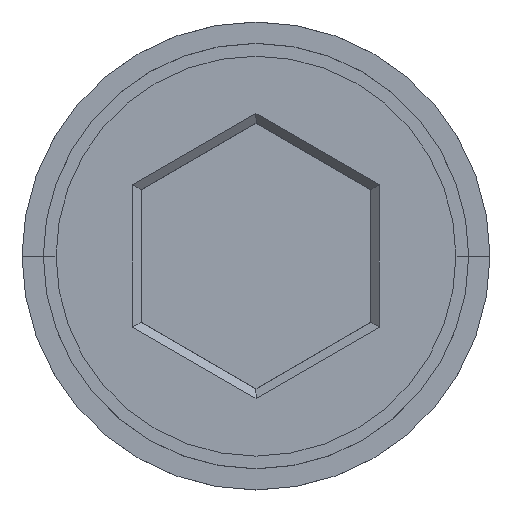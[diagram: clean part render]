
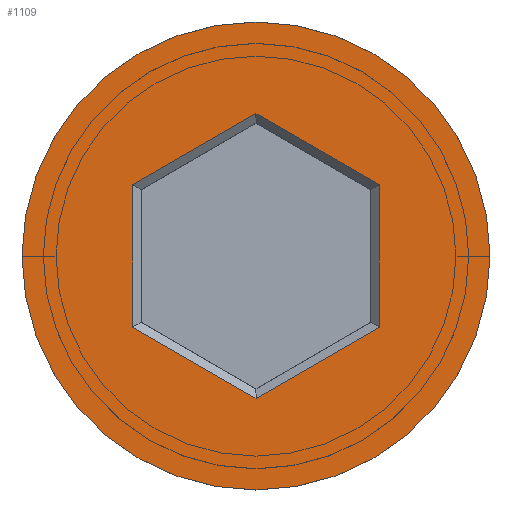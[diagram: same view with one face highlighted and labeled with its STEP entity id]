
A CAD part, top view. The second image highlights one B-rep face of the part: STEP entity #1109.
In plain terms, the highlighted planar face has unit normal (0, 0, 1).
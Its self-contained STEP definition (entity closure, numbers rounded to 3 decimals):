
#18 = PLANE ( 'NONE',  #154 ) ;
#41 = LINE ( 'NONE', #719, #152 ) ;
#54 = CIRCLE ( 'NONE', #1059, 5.5 ) ;
#83 = CARTESIAN_POINT ( 'NONE',  ( 0., 0., 0. ) ) ;
#94 = CARTESIAN_POINT ( 'NONE',  ( 0., 0., 0. ) ) ;
#152 = VECTOR ( 'NONE', #601, 1000. ) ;
#154 = AXIS2_PLACEMENT_3D ( 'NONE', #344, #805, #946 ) ;
#200 = ORIENTED_EDGE ( 'NONE', *, *, #374, .T. ) ;
#227 = ORIENTED_EDGE ( 'NONE', *, *, #972, .T. ) ;
#232 = EDGE_CURVE ( 'NONE', #820, #340, #944, .T. ) ;
#252 = VECTOR ( 'NONE', #1157, 1000. ) ;
#267 = VERTEX_POINT ( 'NONE', #1093 ) ;
#281 = VERTEX_POINT ( 'NONE', #1142 ) ;
#328 = DIRECTION ( 'NONE',  ( 0., 0., 1. ) ) ;
#330 = EDGE_LOOP ( 'NONE', ( #227, #1046, #422, #1085, #860, #200 ) ) ;
#340 = VERTEX_POINT ( 'NONE', #1201 ) ;
#344 = CARTESIAN_POINT ( 'NONE',  ( 0., 0., 0. ) ) ;
#374 = EDGE_CURVE ( 'NONE', #455, #563, #448, .T. ) ;
#411 = LINE ( 'NONE', #537, #1296 ) ;
#418 = DIRECTION ( 'NONE',  ( 0., -1., 0. ) ) ;
#420 = EDGE_CURVE ( 'NONE', #340, #267, #41, .T. ) ;
#422 = ORIENTED_EDGE ( 'NONE', *, *, #232, .T. ) ;
#440 = LINE ( 'NONE', #552, #1139 ) ;
#448 = LINE ( 'NONE', #912, #252 ) ;
#452 = EDGE_CURVE ( 'NONE', #557, #281, #54, .T. ) ;
#455 = VERTEX_POINT ( 'NONE', #1259 ) ;
#479 = VERTEX_POINT ( 'NONE', #1042 ) ;
#537 = CARTESIAN_POINT ( 'NONE',  ( 2.9, -1.559, 0. ) ) ;
#544 = LINE ( 'NONE', #1015, #1040 ) ;
#552 = CARTESIAN_POINT ( 'NONE',  ( -2.9, 1.559, 0. ) ) ;
#556 = DIRECTION ( 'NONE',  ( 0., 0., 1. ) ) ;
#557 = VERTEX_POINT ( 'NONE', #1390 ) ;
#563 = VERTEX_POINT ( 'NONE', #924 ) ;
#580 = FACE_OUTER_BOUND ( 'NONE', #1341, .T. ) ;
#601 = DIRECTION ( 'NONE',  ( 0.866, -0.5, 0. ) ) ;
#604 = VECTOR ( 'NONE', #1224, 1000. ) ;
#636 = CARTESIAN_POINT ( 'NONE',  ( -0.1, 3.291, 0. ) ) ;
#719 = CARTESIAN_POINT ( 'NONE',  ( 2.8, 1.732, 0. ) ) ;
#745 = CIRCLE ( 'NONE', #1061, 5.5 ) ;
#802 = ORIENTED_EDGE ( 'NONE', *, *, #905, .T. ) ;
#805 = DIRECTION ( 'NONE',  ( 0., 0., 1. ) ) ;
#820 = VERTEX_POINT ( 'NONE', #1198 ) ;
#860 = ORIENTED_EDGE ( 'NONE', *, *, #923, .T. ) ;
#905 = EDGE_CURVE ( 'NONE', #281, #557, #745, .T. ) ;
#912 = CARTESIAN_POINT ( 'NONE',  ( 0.1, -3.291, 0. ) ) ;
#923 = EDGE_CURVE ( 'NONE', #267, #455, #411, .T. ) ;
#924 = CARTESIAN_POINT ( 'NONE',  ( 0., -3.349, 0. ) ) ;
#944 = LINE ( 'NONE', #636, #604 ) ;
#946 = DIRECTION ( 'NONE',  ( 1., 0., 0. ) ) ;
#972 = EDGE_CURVE ( 'NONE', #563, #479, #544, .T. ) ;
#1015 = CARTESIAN_POINT ( 'NONE',  ( -2.8, -1.732, 0. ) ) ;
#1040 = VECTOR ( 'NONE', #1467, 1000. ) ;
#1042 = CARTESIAN_POINT ( 'NONE',  ( -2.9, -1.674, 0. ) ) ;
#1046 = ORIENTED_EDGE ( 'NONE', *, *, #1384, .T. ) ;
#1048 = FACE_BOUND ( 'NONE', #330, .T. ) ;
#1059 = AXIS2_PLACEMENT_3D ( 'NONE', #83, #328, #1348 ) ;
#1061 = AXIS2_PLACEMENT_3D ( 'NONE', #94, #556, #1143 ) ;
#1085 = ORIENTED_EDGE ( 'NONE', *, *, #420, .T. ) ;
#1093 = CARTESIAN_POINT ( 'NONE',  ( 2.9, 1.674, 0. ) ) ;
#1109 = ADVANCED_FACE ( 'NONE', ( #1048, #580 ), #18, .T. ) ;
#1139 = VECTOR ( 'NONE', #1362, 1000. ) ;
#1142 = CARTESIAN_POINT ( 'NONE',  ( 5.5, 0., 0. ) ) ;
#1143 = DIRECTION ( 'NONE',  ( 1., 0., 0. ) ) ;
#1157 = DIRECTION ( 'NONE',  ( -0.866, -0.5, 0. ) ) ;
#1198 = CARTESIAN_POINT ( 'NONE',  ( -2.9, 1.674, 0. ) ) ;
#1201 = CARTESIAN_POINT ( 'NONE',  ( 0., 3.349, 0. ) ) ;
#1222 = ORIENTED_EDGE ( 'NONE', *, *, #452, .T. ) ;
#1224 = DIRECTION ( 'NONE',  ( 0.866, 0.5, 0. ) ) ;
#1259 = CARTESIAN_POINT ( 'NONE',  ( 2.9, -1.674, 0. ) ) ;
#1296 = VECTOR ( 'NONE', #418, 1000. ) ;
#1341 = EDGE_LOOP ( 'NONE', ( #802, #1222 ) ) ;
#1348 = DIRECTION ( 'NONE',  ( 1., 0., 0. ) ) ;
#1362 = DIRECTION ( 'NONE',  ( 0., 1., 0. ) ) ;
#1384 = EDGE_CURVE ( 'NONE', #479, #820, #440, .T. ) ;
#1390 = CARTESIAN_POINT ( 'NONE',  ( -5.5, 0., 0. ) ) ;
#1467 = DIRECTION ( 'NONE',  ( -0.866, 0.5, 0. ) ) ;
